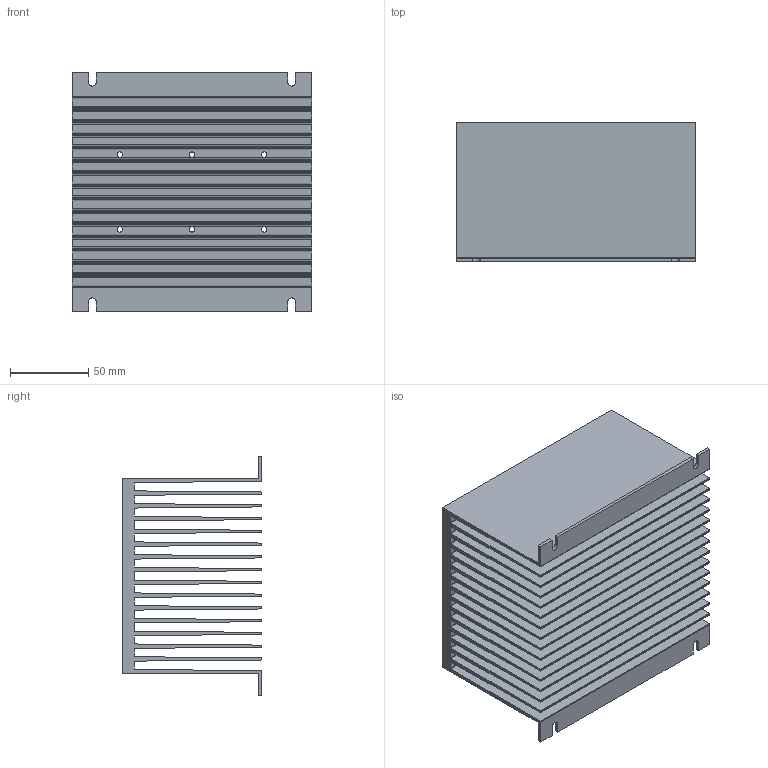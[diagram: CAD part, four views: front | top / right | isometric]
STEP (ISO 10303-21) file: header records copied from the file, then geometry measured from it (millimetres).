
FILE_DESCRIPTION (( 'STEP AP214' ), '1' );
FILE_NAME ('107501.STEP', '2016-11-25T18:33:50', ( '' ), ( '' ), 'SwSTEP 2.0', 'SolidWorks 2015', '' );
FILE_SCHEMA (( 'AUTOMOTIVE_DESIGN' ));
Length unit declared in the file: inch
Products named in the file (1): 107501
Bounding box: 152.4 x 88.9 x 152.4 mm (x, y, z)
Surface area: 448143.2 mm2 (no closed solid volume)
Topology: 0 solids, 1 shells, 154 faces, 456 edges, 304 vertices
Faces by surface type: plane 82, cylinder 72
Full cylindrical faces by diameter (mm): 3.454 x6
Entity records: 7207 total; most frequent: CARTESIAN_POINT 909, DIRECTION 904, ORIENTED_EDGE 900, EDGE_CURVE 450, LINE 306, VECTOR 306, VERTEX_POINT 304, AXIS2_PLACEMENT_3D 299
